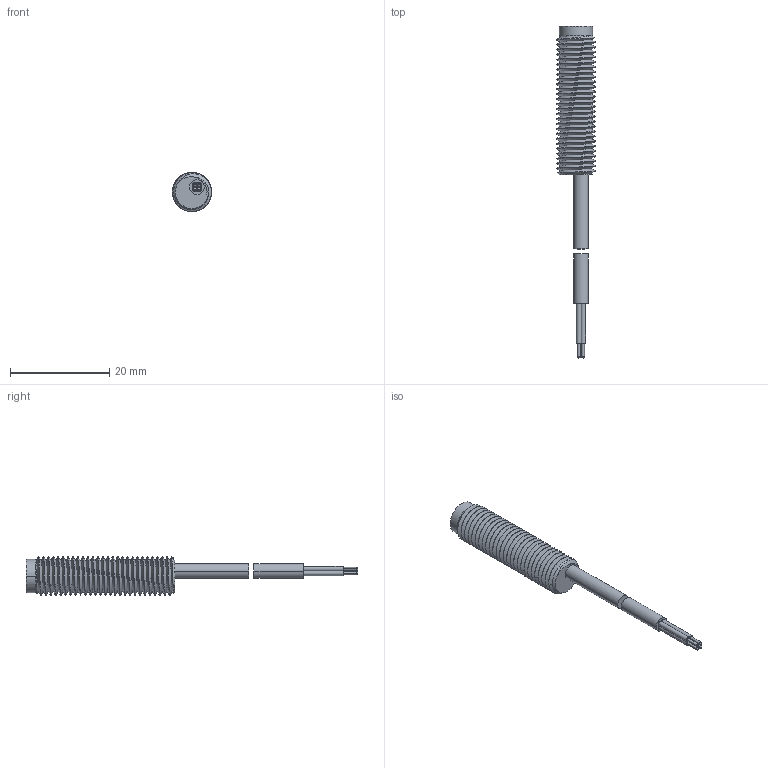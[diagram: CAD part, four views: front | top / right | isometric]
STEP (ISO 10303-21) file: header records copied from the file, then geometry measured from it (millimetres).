
FILE_DESCRIPTION((''),'2;1');
FILE_NAME('ECS1-0802X-X2SX','2017-01-13T',('Administrator'),(''),'PRO/ENGINEER BY PARAMETRIC TECHNOLOGY CORPORATION, 2007170','PRO/ENGINEER BY PARAMETRIC TECHNOLOGY CORPORATION, 2007170','');
FILE_SCHEMA(('CONFIG_CONTROL_DESIGN'));
Length unit declared in the file: millimetre
Products named in the file (1): ECS1-0802X-X2SX
Bounding box: 7.9 x 67 x 7.9 mm (x, y, z)
Volume: 1365.7 mm3; surface area: 1740.2 mm2
Topology: 2 solids, 2 shells, 109 faces, 289 edges, 183 vertices
Faces by surface type: cylinder 75, bspline 16, sphere 8, plane 8, cone 2
Entity records: 8270 total; most frequent: CARTESIAN_POINT 5839, ORIENTED_EDGE 562, DIRECTION 388, EDGE_CURVE 281, VERTEX_POINT 183, AXIS2_PLACEMENT_3D 150, B_SPLINE_CURVE_WITH_KNOTS 136, EDGE_LOOP 116
